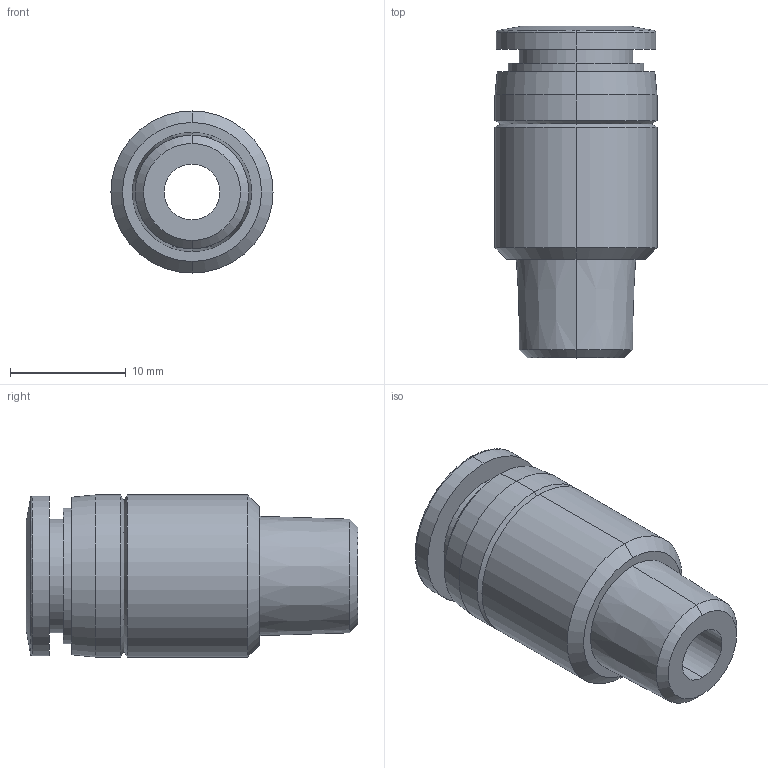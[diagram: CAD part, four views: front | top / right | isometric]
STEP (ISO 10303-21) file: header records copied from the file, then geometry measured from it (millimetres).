
FILE_DESCRIPTION (( 'STEP AP214' ), '1' );
FILE_NAME ('MSR516-18N.STEP', '2020-02-17T20:25:32', ( '' ), ( '' ), 'SwSTEP 2.0', 'SolidWorks 2019', '' );
FILE_SCHEMA (( 'AUTOMOTIVE_DESIGN' ));
Length unit declared in the file: inch
Products named in the file (1): MSR516-18N
Bounding box: 14 x 28.65 x 14 mm (x, y, z)
Volume: 2387.9 mm3; surface area: 2128.4 mm2
Topology: 1 solids, 1 shells, 40 faces, 80 edges, 46 vertices
Faces by surface type: cone 16, cylinder 14, plane 6, bspline 4
Entity records: 1126 total; most frequent: CARTESIAN_POINT 227, DIRECTION 204, ORIENTED_EDGE 160, AXIS2_PLACEMENT_3D 87, EDGE_CURVE 80, CIRCLE 50, EDGE_LOOP 46, VERTEX_POINT 46
